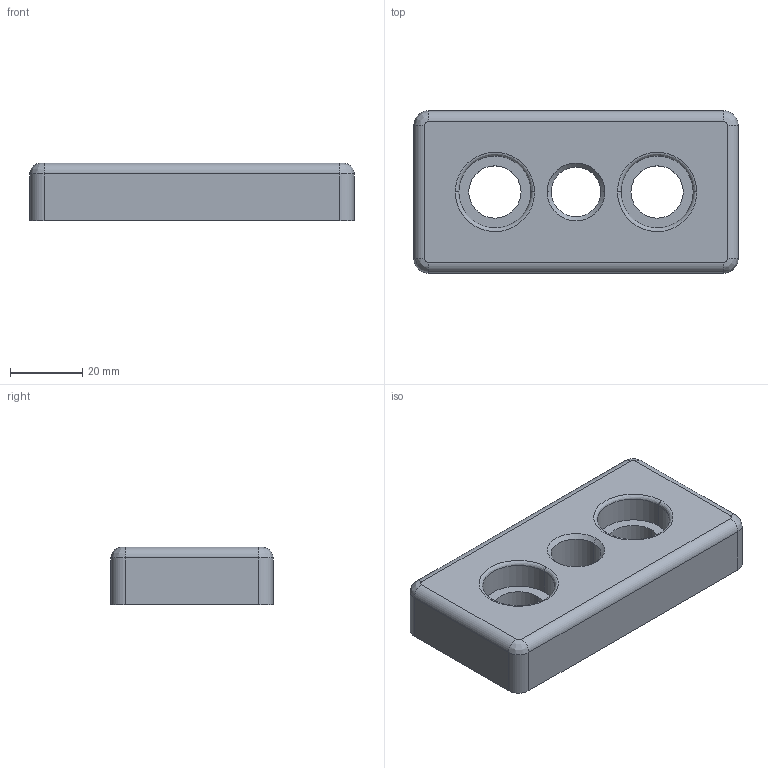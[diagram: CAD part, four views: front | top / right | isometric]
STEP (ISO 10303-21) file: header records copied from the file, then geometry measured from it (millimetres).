
FILE_DESCRIPTION(('FreeCAD Model'),'2;1');
FILE_NAME('Open CASCADE Shape Model','2024-03-19T16:49:28',(''),(''), 'Open CASCADE STEP processor 7.6','FreeCAD','Unknown');
FILE_SCHEMA(('AUTOMOTIVE_DESIGN { 1 0 10303 214 1 1 1 1 }'));
Length unit declared in the file: millimetre
Products named in the file (1): STB10-PB9045M16
Bounding box: 90 x 45 x 16 mm (x, y, z)
Volume: 38158.2 mm3; surface area: 18341.6 mm2
Topology: 1 solids, 1 shells, 235 faces, 566 edges, 321 vertices
Faces by surface type: cylinder 98, bspline 89, plane 44, cone 4
Entity records: 23199 total; most frequent: CARTESIAN_POINT 12896, DIRECTION 1816, ORIENTED_EDGE 1088, PCURVE 1088, DEFINITIONAL_REPRESENTATION 1088, LINE 852, VECTOR 852, EDGE_CURVE 544
